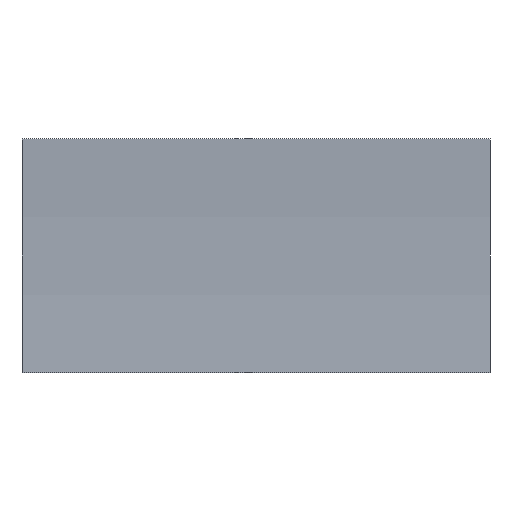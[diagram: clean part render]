
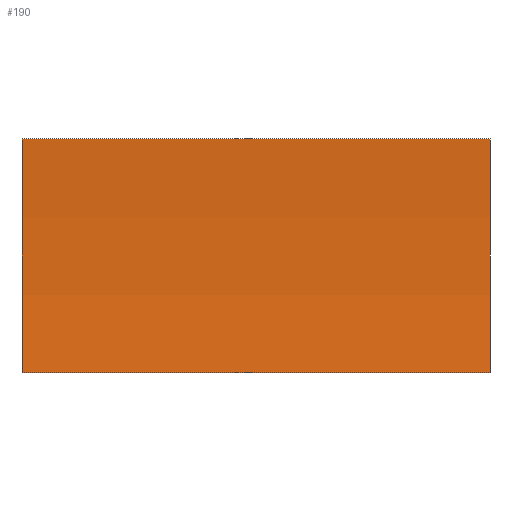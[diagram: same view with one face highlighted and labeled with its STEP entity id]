
A CAD part, left-side view. The second image highlights one B-rep face of the part: STEP entity #190.
In plain terms, the highlighted cylindrical face has radius 68.78 mm (diameter 137.56 mm), a partial arc.
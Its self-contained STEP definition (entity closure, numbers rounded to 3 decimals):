
#6 = VERTEX_POINT ( 'NONE', #93 ) ;
#29 = ORIENTED_EDGE ( 'NONE', *, *, #169, .F. ) ;
#30 = DIRECTION ( 'NONE',  ( 0., 0., 1. ) ) ;
#31 = CYLINDRICAL_SURFACE ( 'NONE', #70, 68.78 ) ;
#39 = VECTOR ( 'NONE', #171, 1000. ) ;
#42 = CARTESIAN_POINT ( 'NONE',  ( -2.182, 20., 10. ) ) ;
#49 = LINE ( 'NONE', #193, #184 ) ;
#54 = AXIS2_PLACEMENT_3D ( 'NONE', #172, #149, #30 ) ;
#67 = FACE_OUTER_BOUND ( 'NONE', #143, .T. ) ;
#69 = VERTEX_POINT ( 'NONE', #168 ) ;
#70 = AXIS2_PLACEMENT_3D ( 'NONE', #124, #78, #101 ) ;
#75 = CARTESIAN_POINT ( 'NONE',  ( -2.182, 0., 0. ) ) ;
#78 = DIRECTION ( 'NONE',  ( 0., -1., 0. ) ) ;
#90 = DIRECTION ( 'NONE',  ( 0., -1., 0. ) ) ;
#93 = CARTESIAN_POINT ( 'NONE',  ( -2.182, 20., 0. ) ) ;
#96 = ORIENTED_EDGE ( 'NONE', *, *, #112, .F. ) ;
#101 = DIRECTION ( 'NONE',  ( 0., 0., -1. ) ) ;
#107 = DIRECTION ( 'NONE',  ( 0., 0., 1. ) ) ;
#108 = ORIENTED_EDGE ( 'NONE', *, *, #159, .T. ) ;
#110 = VERTEX_POINT ( 'NONE', #42 ) ;
#112 = EDGE_CURVE ( 'NONE', #6, #110, #114, .T. ) ;
#114 = CIRCLE ( 'NONE', #54, 68.78 ) ;
#119 = VERTEX_POINT ( 'NONE', #75 ) ;
#124 = CARTESIAN_POINT ( 'NONE',  ( -70.78, 20., 5. ) ) ;
#125 = LINE ( 'NONE', #139, #39 ) ;
#130 = ORIENTED_EDGE ( 'NONE', *, *, #141, .T. ) ;
#139 = CARTESIAN_POINT ( 'NONE',  ( -2.182, 20., 10. ) ) ;
#141 = EDGE_CURVE ( 'NONE', #6, #119, #49, .T. ) ;
#143 = EDGE_LOOP ( 'NONE', ( #108, #29, #96, #130 ) ) ;
#149 = DIRECTION ( 'NONE',  ( 0., -1., 0. ) ) ;
#159 = EDGE_CURVE ( 'NONE', #119, #69, #198, .T. ) ;
#166 = DIRECTION ( 'NONE',  ( 0., -1., 0. ) ) ;
#167 = AXIS2_PLACEMENT_3D ( 'NONE', #182, #166, #107 ) ;
#168 = CARTESIAN_POINT ( 'NONE',  ( -2.182, 0., 10. ) ) ;
#169 = EDGE_CURVE ( 'NONE', #110, #69, #125, .T. ) ;
#171 = DIRECTION ( 'NONE',  ( 0., -1., 0. ) ) ;
#172 = CARTESIAN_POINT ( 'NONE',  ( -70.78, 20., 5. ) ) ;
#182 = CARTESIAN_POINT ( 'NONE',  ( -70.78, 0., 5. ) ) ;
#184 = VECTOR ( 'NONE', #90, 1000. ) ;
#190 = ADVANCED_FACE ( 'NONE', ( #67 ), #31, .F. ) ;
#193 = CARTESIAN_POINT ( 'NONE',  ( -2.182, 20., 0. ) ) ;
#198 = CIRCLE ( 'NONE', #167, 68.78 ) ;
